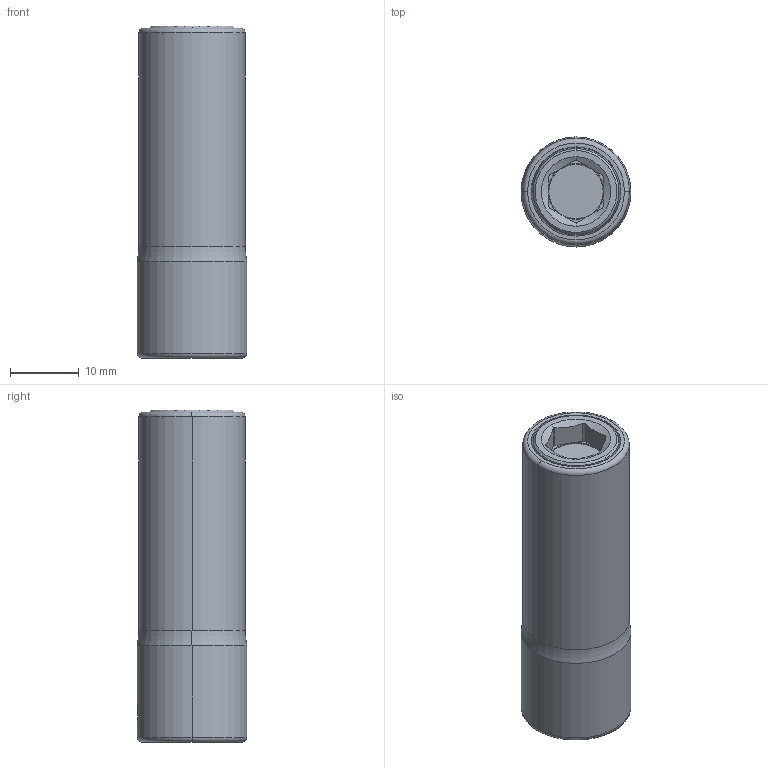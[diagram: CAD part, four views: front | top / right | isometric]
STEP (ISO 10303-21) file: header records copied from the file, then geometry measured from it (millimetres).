
FILE_DESCRIPTION((''),'2;1');
FILE_NAME('4027118508_ASM','2023-09-25T15:50:51',('a00565553'),(''),'CREO PARAMETRIC BY PTC INC, 2022414','CREO PARAMETRIC BY PTC INC, 2022414','');
FILE_SCHEMA(('CONFIG_CONTROL_DESIGN','GEOMETRIC_VALIDATION_PROPERTIES_MIM'));
Length unit declared in the file: millimetre
Products named in the file (3): 4027118608; 4027299398; 4027118508_ASM
Assembly tree (2 placements, depth 2):
  4027118508_ASM
    4027118608
    4027299398
Bounding box: 16 x 16 x 48.3 mm (x, y, z)
Volume: 6722.5 mm3; surface area: 7918.9 mm2
Topology: 3 solids, 3 shells, 105 faces, 260 edges, 158 vertices
Faces by surface type: plane 42, cylinder 39, torus 14, cone 10
Entity records: 3740 total; most frequent: CARTESIAN_POINT 816, DIRECTION 568, ORIENTED_EDGE 520, EDGE_CURVE 260, AXIS2_PLACEMENT_3D 237, VERTEX_POINT 158, CIRCLE 127, EDGE_LOOP 112
